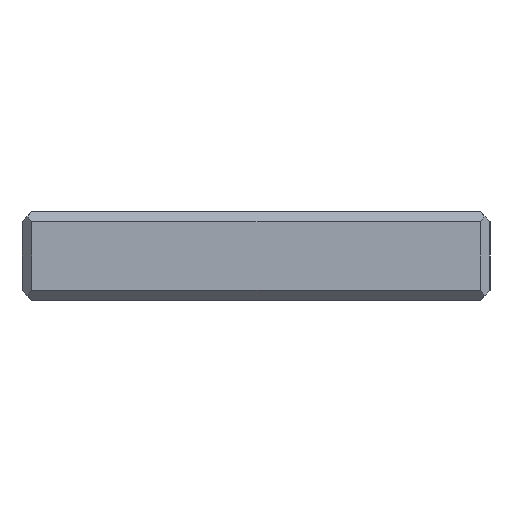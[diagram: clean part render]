
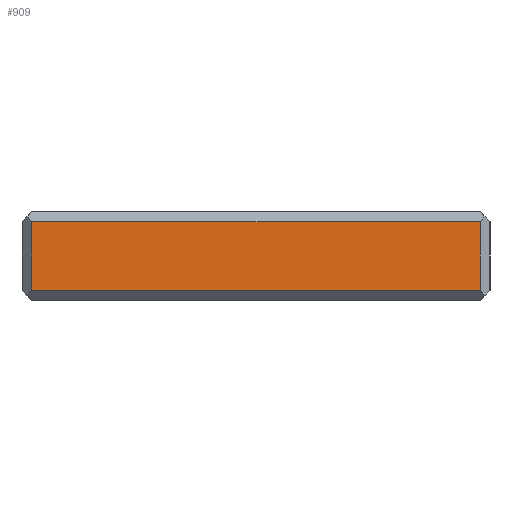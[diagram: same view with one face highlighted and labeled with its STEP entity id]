
A CAD part, left-side view. The second image highlights one B-rep face of the part: STEP entity #909.
In plain terms, the highlighted planar face has unit normal (-1, 0, 0).
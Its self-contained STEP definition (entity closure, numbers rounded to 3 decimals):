
#23 = CARTESIAN_POINT ( 'NONE',  ( 0., -93., 18. ) ) ;
#94 = CARTESIAN_POINT ( 'NONE',  ( 0., -2., 16. ) ) ;
#102 = EDGE_CURVE ( 'NONE', #1118, #670, #1081, .T. ) ;
#110 = DIRECTION ( 'NONE',  ( 0., 0., -1. ) ) ;
#244 = CARTESIAN_POINT ( 'NONE',  ( 0., -93., 2. ) ) ;
#268 = ORIENTED_EDGE ( 'NONE', *, *, #1620, .T. ) ;
#283 = EDGE_CURVE ( 'NONE', #647, #1118, #938, .T. ) ;
#393 = ORIENTED_EDGE ( 'NONE', *, *, #283, .T. ) ;
#401 = CARTESIAN_POINT ( 'NONE',  ( 0., 0., 2. ) ) ;
#423 = CARTESIAN_POINT ( 'NONE',  ( 0., -2., 18. ) ) ;
#497 = CARTESIAN_POINT ( 'NONE',  ( 0., -2., 2. ) ) ;
#647 = VERTEX_POINT ( 'NONE', #94 ) ;
#670 = VERTEX_POINT ( 'NONE', #244 ) ;
#699 = VECTOR ( 'NONE', #789, 1000. ) ;
#789 = DIRECTION ( 'NONE',  ( 0., 1., 0. ) ) ;
#794 = CARTESIAN_POINT ( 'NONE',  ( 0., -93., 16. ) ) ;
#813 = EDGE_LOOP ( 'NONE', ( #268, #393, #1622, #1202 ) ) ;
#909 = ADVANCED_FACE ( 'NONE', ( #1535 ), #1485, .F. ) ;
#938 = LINE ( 'NONE', #423, #1227 ) ;
#1033 = DIRECTION ( 'NONE',  ( 0., 0., -1. ) ) ;
#1047 = VECTOR ( 'NONE', #1275, 1000. ) ;
#1081 = LINE ( 'NONE', #401, #1047 ) ;
#1102 = DIRECTION ( 'NONE',  ( 1., 0., 0. ) ) ;
#1112 = AXIS2_PLACEMENT_3D ( 'NONE', #1619, #1102, #110 ) ;
#1118 = VERTEX_POINT ( 'NONE', #497 ) ;
#1202 = ORIENTED_EDGE ( 'NONE', *, *, #1250, .T. ) ;
#1225 = LINE ( 'NONE', #1569, #699 ) ;
#1227 = VECTOR ( 'NONE', #1033, 1000. ) ;
#1250 = EDGE_CURVE ( 'NONE', #670, #1587, #1345, .T. ) ;
#1268 = DIRECTION ( 'NONE',  ( 0., 0., 1. ) ) ;
#1275 = DIRECTION ( 'NONE',  ( 0., -1., 0. ) ) ;
#1345 = LINE ( 'NONE', #23, #1609 ) ;
#1485 = PLANE ( 'NONE',  #1112 ) ;
#1535 = FACE_OUTER_BOUND ( 'NONE', #813, .T. ) ;
#1569 = CARTESIAN_POINT ( 'NONE',  ( 0., 0., 16. ) ) ;
#1587 = VERTEX_POINT ( 'NONE', #794 ) ;
#1609 = VECTOR ( 'NONE', #1268, 1000. ) ;
#1619 = CARTESIAN_POINT ( 'NONE',  ( 0., 0., 18. ) ) ;
#1620 = EDGE_CURVE ( 'NONE', #1587, #647, #1225, .T. ) ;
#1622 = ORIENTED_EDGE ( 'NONE', *, *, #102, .T. ) ;
